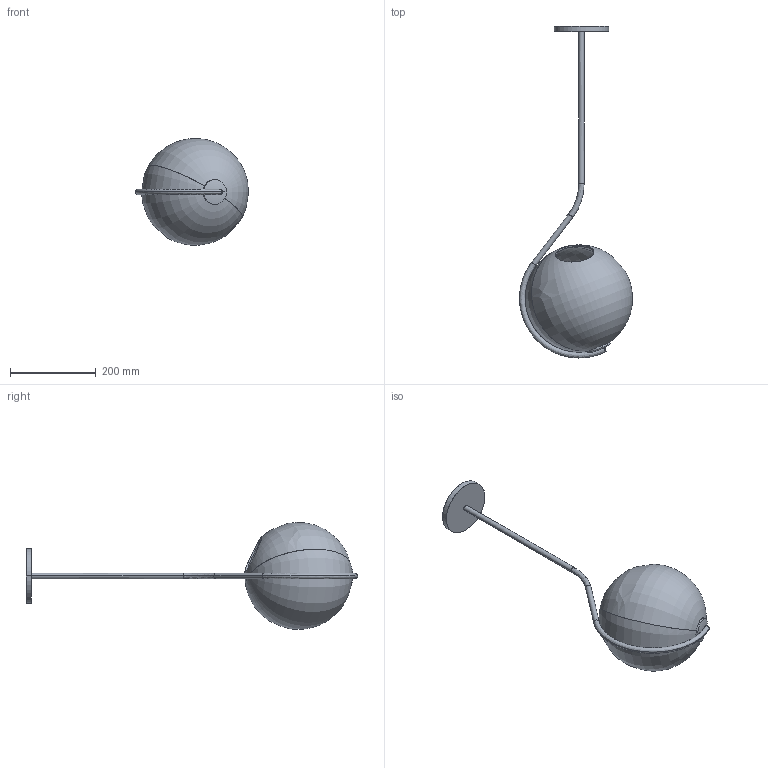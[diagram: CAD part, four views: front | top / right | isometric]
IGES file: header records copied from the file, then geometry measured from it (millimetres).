
Start section: SolidWorks IGES file using analytic representation for surfaces
Global section: file name: FIDP - Fiddlehead Pendant.IGS; native system: SolidWorks 2015; preprocessor: SolidWorks 2015; author: Design; date: 190226.123616; units: millimetre
Bounding box: 263.82 x 774.7 x 249.8 mm (x, y, z)
Surface area: 437085.3 mm2 (no closed solid volume)
Topology: 0 solids, 0 shells, 30 faces, 614 edges, 612 vertices
Faces by surface type: revolution 19, bspline 11
